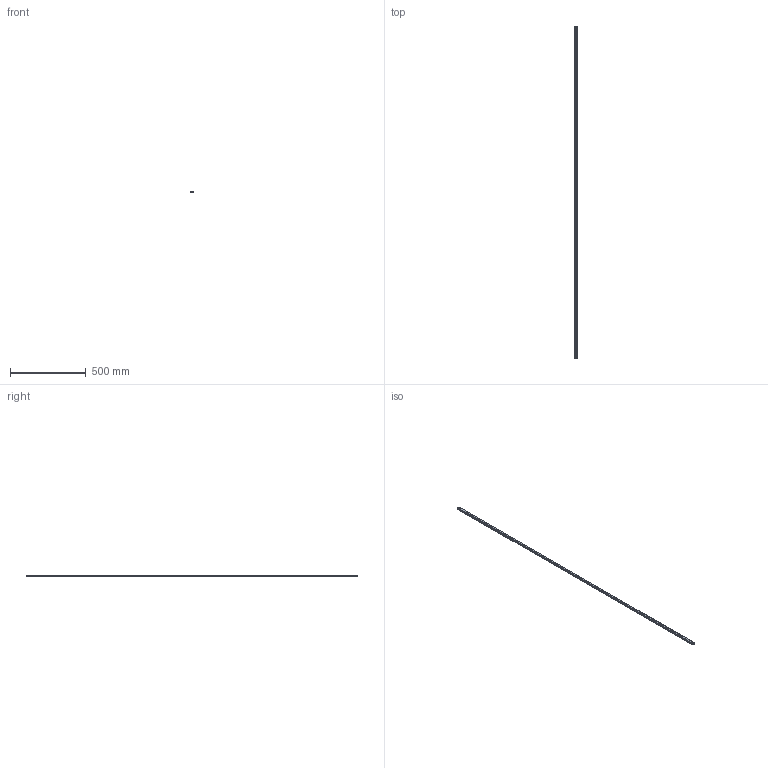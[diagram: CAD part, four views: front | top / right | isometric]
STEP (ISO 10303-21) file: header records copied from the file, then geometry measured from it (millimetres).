
FILE_DESCRIPTION(('STEP AP214'),'1');
FILE_NAME('cctmp_EE8FDD5D-D2BE-4041-AA45-DA4E2BC05DBA_2021_02_02_12_29_07_0348..stp','2021-02-02T11:29:07',('HIWIN GmbH'),('CADClick - www.CADClick.com'),'Spatial InterOp 3D',' ','unknown authorization');
FILE_SCHEMA(('AUTOMOTIVE_DESIGN'));
Length unit declared in the file: millimetre
Products named in the file (1): EGR15U2190C_FILE
Bounding box: 15 x 2190 x 12.5 mm (x, y, z)
Volume: 348708.1 mm3; surface area: 133581.1 mm2
Topology: 1 solids, 1 shells, 473 faces, 1179 edges, 786 vertices
Faces by surface type: cylinder 240, plane 233
Entity records: 18209 total; most frequent: DIRECTION 2755, CARTESIAN_POINT 2439, ORIENTED_EDGE 2358, EDGE_CURVE 1179, AXIS2_PLACEMENT_3D 1102, VERTEX_POINT 786, EDGE_LOOP 551, LINE 551
